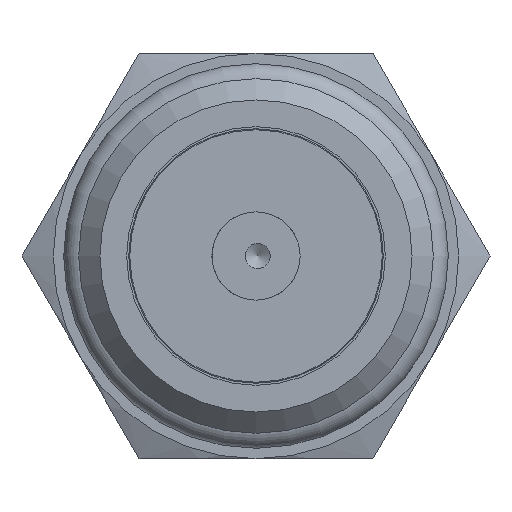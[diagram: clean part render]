
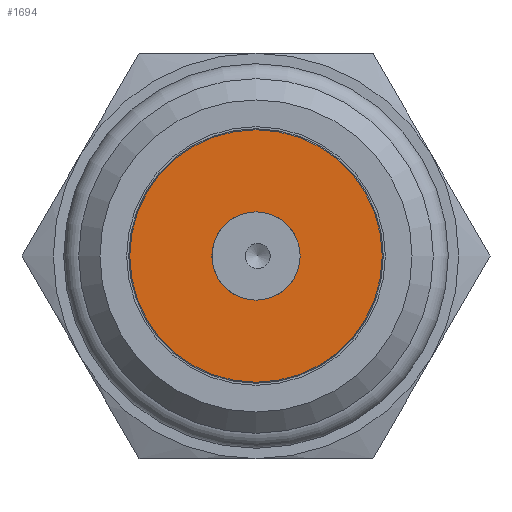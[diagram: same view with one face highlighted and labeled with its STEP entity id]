
A CAD part, left-side view. The second image highlights one B-rep face of the part: STEP entity #1694.
In plain terms, the highlighted planar face has unit normal (-1, 0, 0).
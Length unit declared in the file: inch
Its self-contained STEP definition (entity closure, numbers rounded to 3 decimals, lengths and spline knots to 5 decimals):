
#297=PLANE('',#1842);
#398=FACE_BOUND('',#716,.T.);
#467=CIRCLE('',#1839,0.109);
#468=CIRCLE('',#1843,0.3115);
#569=FACE_OUTER_BOUND('',#715,.T.);
#715=EDGE_LOOP('',(#1303));
#716=EDGE_LOOP('',(#1304));
#914=VERTEX_POINT('',#3085);
#915=VERTEX_POINT('',#3108);
#1069=EDGE_CURVE('',#914,#914,#467,.T.);
#1071=EDGE_CURVE('',#915,#915,#468,.T.);
#1303=ORIENTED_EDGE('',*,*,#1071,.F.);
#1304=ORIENTED_EDGE('',*,*,#1069,.T.);
#1694=ADVANCED_FACE('',(#569,#398),#297,.T.);
#1839=AXIS2_PLACEMENT_3D('',#3086,#2114,#2115);
#1842=AXIS2_PLACEMENT_3D('',#3107,#2120,#2121);
#1843=AXIS2_PLACEMENT_3D('',#3109,#2122,#2123);
#2114=DIRECTION('center_axis',(1.,0.,0.));
#2115=DIRECTION('ref_axis',(0.,1.,0.));
#2120=DIRECTION('center_axis',(-1.,0.,0.));
#2121=DIRECTION('ref_axis',(0.,0.,1.));
#2122=DIRECTION('center_axis',(1.,0.,0.));
#2123=DIRECTION('ref_axis',(0.,1.,0.));
#3085=CARTESIAN_POINT('',(-1.25,-0.109,0.));
#3086=CARTESIAN_POINT('Origin',(-1.25,0.,0.));
#3107=CARTESIAN_POINT('Origin',(-1.25,0.15575,0.));
#3108=CARTESIAN_POINT('',(-1.25,0.3115,0.));
#3109=CARTESIAN_POINT('Origin',(-1.25,0.,0.));
